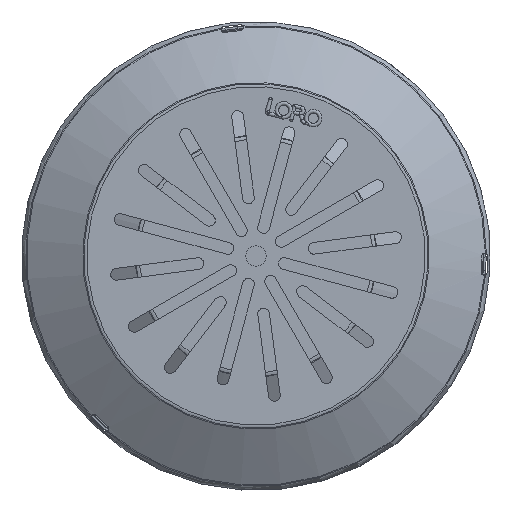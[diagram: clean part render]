
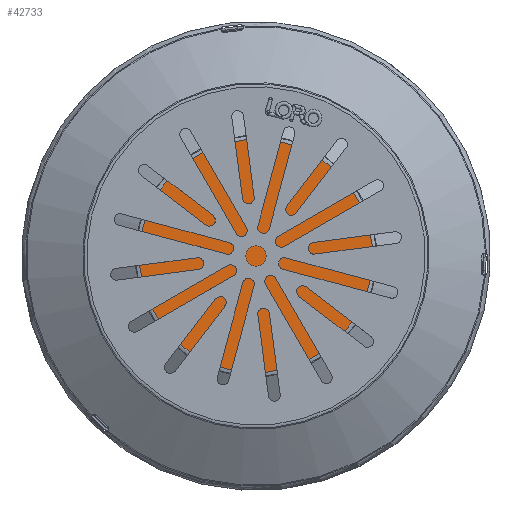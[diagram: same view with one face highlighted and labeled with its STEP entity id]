
A CAD part, top view. The second image highlights one B-rep face of the part: STEP entity #42733.
In plain terms, the highlighted planar face has unit normal (0, 0, 1).
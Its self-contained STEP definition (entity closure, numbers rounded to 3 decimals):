
#2078=PLANE('',#57194);
#4601=FACE_OUTER_BOUND('',#7414,.T.);
#7414=EDGE_LOOP('',(#27370));
#11232=CIRCLE('',#57195,79.605);
#13247=VERTEX_POINT('',#83222);
#18712=EDGE_CURVE('',#13247,#13247,#11232,.T.);
#27370=ORIENTED_EDGE('',*,*,#18712,.T.);
#42733=ADVANCED_FACE('',(#4601),#2078,.T.);
#57194=AXIS2_PLACEMENT_3D('',#83221,#62269,#62270);
#57195=AXIS2_PLACEMENT_3D('',#83223,#62271,#62272);
#62269=DIRECTION('center_axis',(0.,0.,
1.));
#62270=DIRECTION('ref_axis',(-0.259,-0.966,0.));
#62271=DIRECTION('center_axis',(0.,0.,
1.));
#62272=DIRECTION('ref_axis',(0.966,-0.259,0.));
#83221=CARTESIAN_POINT('Origin',(0.,0.,
449.));
#83222=CARTESIAN_POINT('',(20.603,76.892,449.));
#83223=CARTESIAN_POINT('Origin',(0.,0.,
449.));
